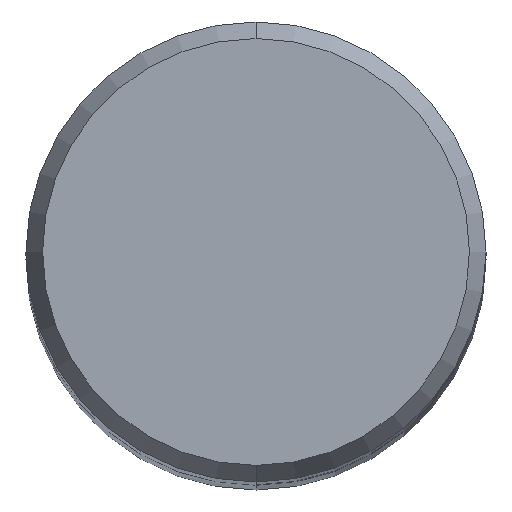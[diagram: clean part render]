
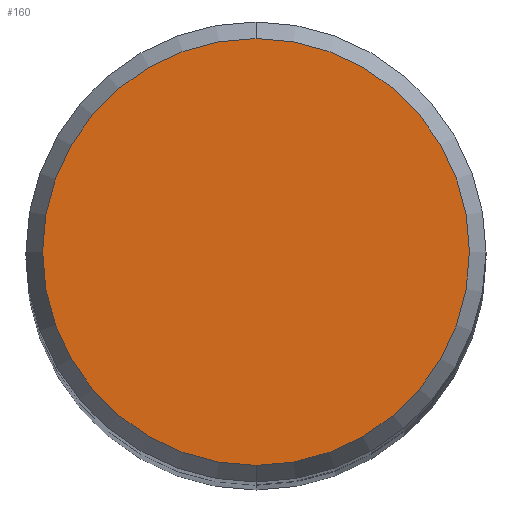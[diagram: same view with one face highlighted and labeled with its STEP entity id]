
A CAD part, top view. The second image highlights one B-rep face of the part: STEP entity #160.
In plain terms, the highlighted planar face has unit normal (0, 0, 1).
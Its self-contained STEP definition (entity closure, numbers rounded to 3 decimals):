
#94=VERTEX_POINT('',#216);
#110=EDGE_CURVE('',#94,#172,#234,.T.);
#154=EDGE_CURVE('',#172,#94,#284,.T.);
#160=ADVANCED_FACE('',(#291),#292,.T.);
#172=VERTEX_POINT('',#305);
#216=CARTESIAN_POINT('',(0.0,5.892,0.01));
#234=CIRCLE('',#370,5.892);
#284=CIRCLE('',#432,5.892);
#291=FACE_OUTER_BOUND('',#439,.T.);
#292=PLANE('',#440);
#305=CARTESIAN_POINT('',(0.,-5.892,0.01));
#370=AXIS2_PLACEMENT_3D('',#507,#508,#509);
#432=AXIS2_PLACEMENT_3D('',#567,#568,#569);
#439=EDGE_LOOP('',(#579,#580));
#440=AXIS2_PLACEMENT_3D('',#581,#582,#583);
#507=CARTESIAN_POINT('',(0.0,0.0,0.01));
#508=DIRECTION('',(0.0,0.0,-1.0));
#509=DIRECTION('',(0.0,1.0,0.0));
#567=CARTESIAN_POINT('',(0.0,0.0,0.01));
#568=DIRECTION('',(0.0,0.0,-1.0));
#569=DIRECTION('',(0.0,1.0,0.0));
#579=ORIENTED_EDGE('',*,*,#110,.F.);
#580=ORIENTED_EDGE('',*,*,#154,.F.);
#581=CARTESIAN_POINT('',(0.0,2.946,0.01));
#582=DIRECTION('',(-0.0,0.0,1.0));
#583=DIRECTION('',(0.0,-1.0,0.0));
